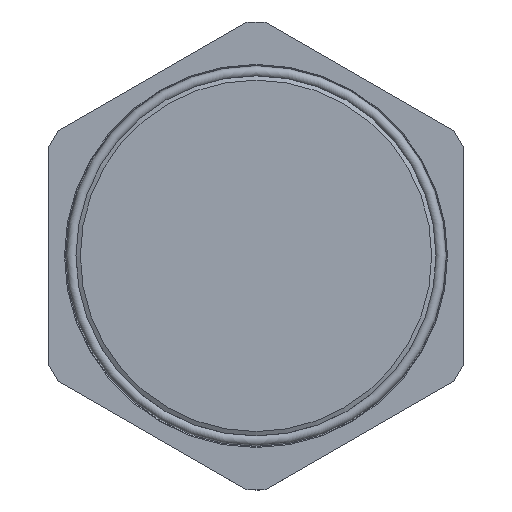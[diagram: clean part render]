
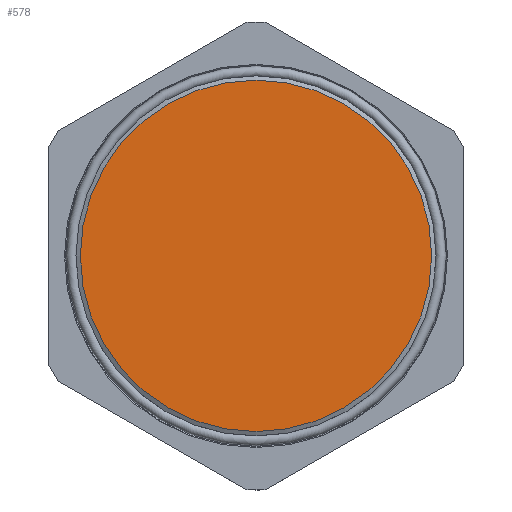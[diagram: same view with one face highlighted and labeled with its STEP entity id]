
A CAD part, top view. The second image highlights one B-rep face of the part: STEP entity #578.
In plain terms, the highlighted planar face has unit normal (0, 0, 1).
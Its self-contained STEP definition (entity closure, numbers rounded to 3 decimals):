
#60=CIRCLE('',#676,48.8);
#133=FACE_OUTER_BOUND('',#170,.T.);
#170=EDGE_LOOP('',(#530));
#265=VERTEX_POINT('',#1044);
#333=EDGE_CURVE('',#265,#265,#60,.T.);
#530=ORIENTED_EDGE('',*,*,#333,.F.);
#544=PLANE('',#720);
#578=ADVANCED_FACE('',(#133),#544,.T.);
#676=AXIS2_PLACEMENT_3D('',#1046,#816,#817);
#720=AXIS2_PLACEMENT_3D('',#1115,#910,#911);
#816=DIRECTION('center_axis',(0.,0.,-1.));
#817=DIRECTION('ref_axis',(1.,0.,0.));
#910=DIRECTION('center_axis',(0.,0.,1.));
#911=DIRECTION('ref_axis',(1.,0.,0.));
#1044=CARTESIAN_POINT('',(0.,-48.8,13.25));
#1046=CARTESIAN_POINT('Origin',(0.,0.,13.25));
#1115=CARTESIAN_POINT('Origin',(0.,48.8,13.25));
